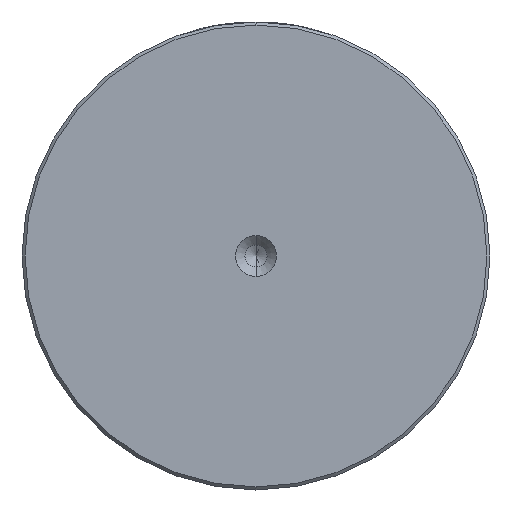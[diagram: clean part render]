
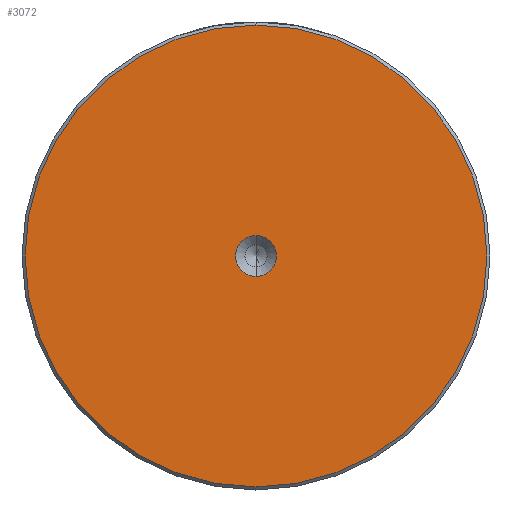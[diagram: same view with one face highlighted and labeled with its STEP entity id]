
A CAD part, left-side view. The second image highlights one B-rep face of the part: STEP entity #3072.
In plain terms, the highlighted planar face has unit normal (-1, 0, 0).
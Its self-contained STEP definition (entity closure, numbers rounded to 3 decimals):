
#93 = CARTESIAN_POINT ( 'NONE',  ( 0., 0., -37.5 ) ) ;
#123 = CARTESIAN_POINT ( 'NONE',  ( 0., 0., 3.3 ) ) ;
#288 = DIRECTION ( 'NONE',  ( -1., 0., 0. ) ) ;
#342 = CARTESIAN_POINT ( 'NONE',  ( 0., 0., 0. ) ) ;
#368 = VERTEX_POINT ( 'NONE', #1787 ) ;
#408 = VERTEX_POINT ( 'NONE', #123 ) ;
#462 = EDGE_CURVE ( 'NONE', #408, #368, #2996, .T. ) ;
#473 = CARTESIAN_POINT ( 'NONE',  ( 0., 0., 0. ) ) ;
#529 = AXIS2_PLACEMENT_3D ( 'NONE', #2436, #2166, #1949 ) ;
#531 = ORIENTED_EDGE ( 'NONE', *, *, #462, .F. ) ;
#563 = EDGE_CURVE ( 'NONE', #368, #408, #932, .T. ) ;
#585 = DIRECTION ( 'NONE',  ( 0., 0., 1. ) ) ;
#702 = CIRCLE ( 'NONE', #3063, 37.5 ) ;
#714 = DIRECTION ( 'NONE',  ( 0., 0., 1. ) ) ;
#932 = CIRCLE ( 'NONE', #2289, 3.3 ) ;
#1045 = VERTEX_POINT ( 'NONE', #93 ) ;
#1145 = CARTESIAN_POINT ( 'NONE',  ( 0., 0., 0. ) ) ;
#1226 = CARTESIAN_POINT ( 'NONE',  ( 0., 0., 0. ) ) ;
#1237 = EDGE_CURVE ( 'NONE', #1609, #1045, #702, .T. ) ;
#1290 = EDGE_LOOP ( 'NONE', ( #1833, #2447 ) ) ;
#1385 = DIRECTION ( 'NONE',  ( 0., 0., 1. ) ) ;
#1487 = AXIS2_PLACEMENT_3D ( 'NONE', #1145, #2815, #1385 ) ;
#1522 = CIRCLE ( 'NONE', #1487, 37.5 ) ;
#1609 = VERTEX_POINT ( 'NONE', #1821 ) ;
#1615 = AXIS2_PLACEMENT_3D ( 'NONE', #1226, #288, #1957 ) ;
#1787 = CARTESIAN_POINT ( 'NONE',  ( 0., 0., -3.3 ) ) ;
#1821 = CARTESIAN_POINT ( 'NONE',  ( 0., 0., 37.5 ) ) ;
#1833 = ORIENTED_EDGE ( 'NONE', *, *, #2114, .T. ) ;
#1949 = DIRECTION ( 'NONE',  ( 0., 0., 1. ) ) ;
#1957 = DIRECTION ( 'NONE',  ( 0., 0., 1. ) ) ;
#2013 = DIRECTION ( 'NONE',  ( -1., 0., 0. ) ) ;
#2114 = EDGE_CURVE ( 'NONE', #1045, #1609, #1522, .T. ) ;
#2136 = DIRECTION ( 'NONE',  ( -1., 0., 0. ) ) ;
#2166 = DIRECTION ( 'NONE',  ( -1., 0., 0. ) ) ;
#2289 = AXIS2_PLACEMENT_3D ( 'NONE', #473, #2136, #714 ) ;
#2436 = CARTESIAN_POINT ( 'NONE',  ( 0., 0., 0. ) ) ;
#2446 = EDGE_LOOP ( 'NONE', ( #531, #3053 ) ) ;
#2447 = ORIENTED_EDGE ( 'NONE', *, *, #1237, .T. ) ;
#2449 = FACE_OUTER_BOUND ( 'NONE', #1290, .T. ) ;
#2656 = PLANE ( 'NONE',  #1615 ) ;
#2815 = DIRECTION ( 'NONE',  ( -1., 0., 0. ) ) ;
#2996 = CIRCLE ( 'NONE', #529, 3.3 ) ;
#3009 = FACE_BOUND ( 'NONE', #2446, .T. ) ;
#3053 = ORIENTED_EDGE ( 'NONE', *, *, #563, .F. ) ;
#3063 = AXIS2_PLACEMENT_3D ( 'NONE', #342, #2013, #585 ) ;
#3072 = ADVANCED_FACE ( 'NONE', ( #2449, #3009 ), #2656, .T. ) ;
